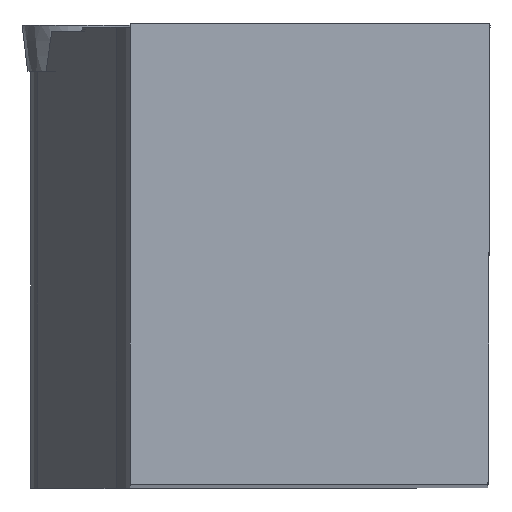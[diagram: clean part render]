
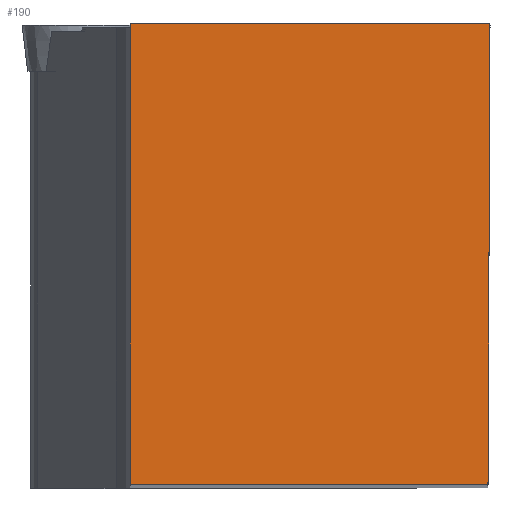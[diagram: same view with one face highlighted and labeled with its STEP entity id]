
A CAD part, top view. The second image highlights one B-rep face of the part: STEP entity #190.
In plain terms, the highlighted planar face has unit normal (0, 0, 1).
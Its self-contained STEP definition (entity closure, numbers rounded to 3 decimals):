
#85=FACE_OUTER_BOUND('',#263,.T.);
#97=LINE('',#778,#125);
#115=LINE('',#833,#143);
#117=LINE('',#843,#145);
#118=LINE('',#844,#146);
#125=VECTOR('',#635,1.);
#143=VECTOR('',#673,1.);
#145=VECTOR('',#685,1.);
#146=VECTOR('',#686,1.);
#190=ADVANCED_FACE('BLANK_BOXF006',(#85),#209,.F.);
#209=PLANE('',#573);
#263=EDGE_LOOP('',(#335,#336,#337,#338));
#335=ORIENTED_EDGE('',*,*,#451,.F.);
#336=ORIENTED_EDGE('',*,*,#446,.F.);
#337=ORIENTED_EDGE('',*,*,#452,.F.);
#338=ORIENTED_EDGE('',*,*,#421,.F.);
#385=VERTEX_POINT('',#777);
#386=VERTEX_POINT('',#779);
#404=VERTEX_POINT('',#832);
#405=VERTEX_POINT('',#834);
#421=EDGE_CURVE('',#385,#386,#97,.T.);
#446=EDGE_CURVE('',#404,#405,#115,.T.);
#451=EDGE_CURVE('',#405,#385,#117,.T.);
#452=EDGE_CURVE('',#386,#404,#118,.T.);
#573=AXIS2_PLACEMENT_3D('',#845,#687,#688);
#635=DIRECTION('',(1.,0.,0.));
#673=DIRECTION('',(-1.,0.,0.));
#685=DIRECTION('',(0.,1.,0.));
#686=DIRECTION('',(-0.004,-1.,0.));
#687=DIRECTION('',(0.,0.,-1.));
#688=DIRECTION('',(-1.,0.,0.));
#777=CARTESIAN_POINT('',(-24.875,31.85,0.));
#778=CARTESIAN_POINT('',(-179.35,31.85,0.));
#779=CARTESIAN_POINT('',(0.,31.85,0.));
#832=CARTESIAN_POINT('',(-0.139,0.,0.));
#833=CARTESIAN_POINT('',(179.35,0.,0.));
#834=CARTESIAN_POINT('',(-24.875,0.,0.));
#843=CARTESIAN_POINT('',(-24.875,-179.35,0.));
#844=CARTESIAN_POINT('',(0.644,179.348,0.));
#845=CARTESIAN_POINT('',(-40.35,-5.,0.));
